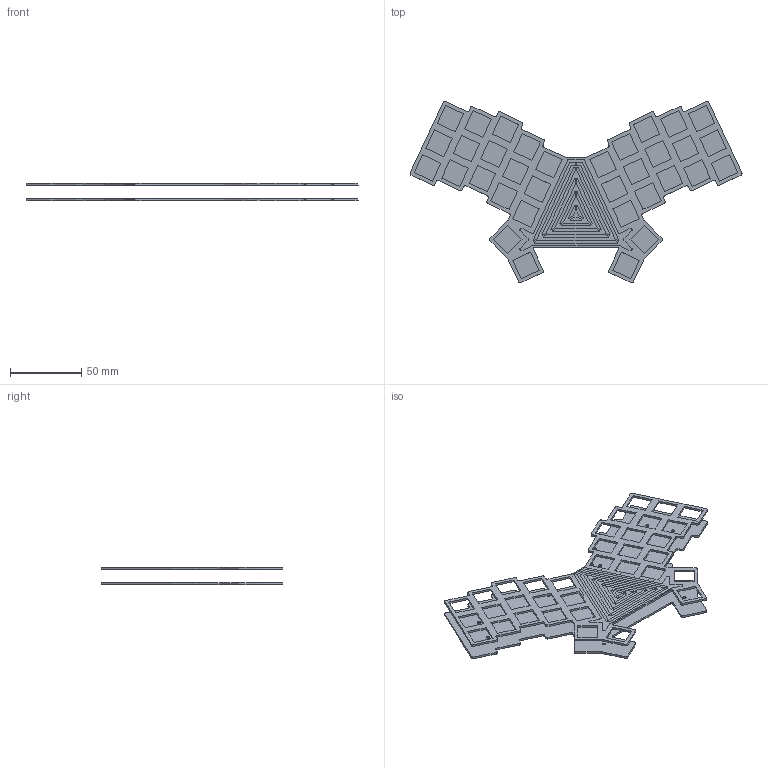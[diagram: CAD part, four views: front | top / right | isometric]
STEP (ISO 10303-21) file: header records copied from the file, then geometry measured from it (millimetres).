
FILE_DESCRIPTION(('HOOPS Exchange Step'),'2;1');
FILE_NAME('temp_export','2024-05-30T14:14:24-04:00',('jscotto'),('Shapr3D Limited'),'HOOPS Exchange 2024.2','Shapr3D','Authorized');
FILE_SCHEMA( ('AUTOMOTIVE_DESIGN { 1 0 10303 214 1 1 1 1 }') );
Length unit declared in the file: millimetre
Products named in the file (2): Plate; 3x5 (Thin)
Assembly tree (1 placements, depth 2):
  3x5 (Thin)
    Plate
Bounding box: 232.89 x 127.41 x 12.1 mm (x, y, z)
Volume: 31117.5 mm3; surface area: 56533.1 mm2
Topology: 3 solids, 3 shells, 746 faces, 2177 edges, 1454 vertices
Faces by surface type: plane 419, cylinder 319, cone 8
Full cylindrical faces by diameter (mm): 2.2 x8
Entity records: 25105 total; most frequent: CARTESIAN_POINT 4379, ORIENTED_EDGE 4354, DIRECTION 4335, EDGE_CURVE 2177, VECTOR 1515, LINE 1515, VERTEX_POINT 1454, AXIS2_PLACEMENT_3D 1410
